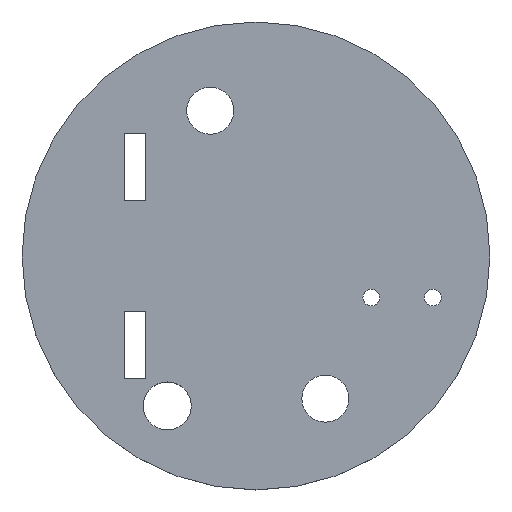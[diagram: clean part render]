
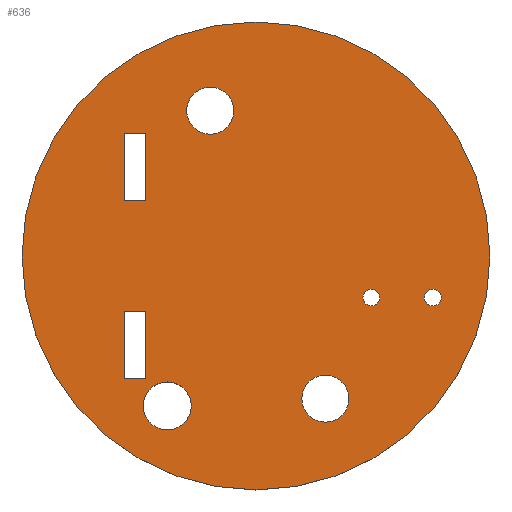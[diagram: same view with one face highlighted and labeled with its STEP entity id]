
A CAD part, top view. The second image highlights one B-rep face of the part: STEP entity #636.
In plain terms, the highlighted planar face has unit normal (0, 0, 1).
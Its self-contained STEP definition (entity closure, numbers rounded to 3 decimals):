
#42=CARTESIAN_POINT('Vertex',(24.765,0.,3.)) ;
#56=CARTESIAN_POINT('Vertex',(-24.765,0.,3.)) ;
#59=CARTESIAN_POINT('Axis2P3D Location',(0.,0.,3.)) ;
#76=CARTESIAN_POINT('Axis2P3D Location',(0.,0.,3.)) ;
#97=CARTESIAN_POINT('Vertex',(-2.354,15.378,3.)) ;
#102=CARTESIAN_POINT('Axis2P3D Location',(-4.843,15.378,3.)) ;
#106=CARTESIAN_POINT('Vertex',(-7.333,15.378,3.)) ;
#128=CARTESIAN_POINT('Axis2P3D Location',(-4.843,15.378,3.)) ;
#154=CARTESIAN_POINT('Vertex',(9.838,-15.102,3.)) ;
#159=CARTESIAN_POINT('Axis2P3D Location',(7.349,-15.102,3.)) ;
#163=CARTESIAN_POINT('Vertex',(4.859,-15.102,3.)) ;
#185=CARTESIAN_POINT('Axis2P3D Location',(7.349,-15.102,3.)) ;
#211=CARTESIAN_POINT('Vertex',(-6.858,-15.875,3.)) ;
#216=CARTESIAN_POINT('Axis2P3D Location',(-9.398,-15.875,3.)) ;
#220=CARTESIAN_POINT('Vertex',(-11.938,-15.875,3.)) ;
#242=CARTESIAN_POINT('Axis2P3D Location',(-9.398,-15.875,3.)) ;
#268=CARTESIAN_POINT('Vertex',(-11.684,-5.842,3.)) ;
#273=CARTESIAN_POINT('Line Origine',(-12.827,-5.842,3.)) ;
#277=CARTESIAN_POINT('Vertex',(-13.97,-5.842,3.)) ;
#308=CARTESIAN_POINT('Vertex',(-11.684,-12.954,3.)) ;
#313=CARTESIAN_POINT('Line Origine',(-11.684,-9.398,3.)) ;
#335=CARTESIAN_POINT('Line Origine',(-13.97,-9.398,3.)) ;
#339=CARTESIAN_POINT('Vertex',(-13.97,-12.954,3.)) ;
#366=CARTESIAN_POINT('Line Origine',(-12.827,-12.954,3.)) ;
#387=CARTESIAN_POINT('Vertex',(-13.97,12.954,3.)) ;
#392=CARTESIAN_POINT('Line Origine',(-13.97,9.398,3.)) ;
#396=CARTESIAN_POINT('Vertex',(-13.97,5.842,3.)) ;
#427=CARTESIAN_POINT('Vertex',(-11.684,12.954,3.)) ;
#432=CARTESIAN_POINT('Line Origine',(-12.827,12.954,3.)) ;
#454=CARTESIAN_POINT('Line Origine',(-12.827,5.842,3.)) ;
#458=CARTESIAN_POINT('Vertex',(-11.684,5.842,3.)) ;
#480=CARTESIAN_POINT('Line Origine',(-11.684,9.398,3.)) ;
#567=CARTESIAN_POINT('Axis2P3D Location',(0.,0.,3.)) ;
#600=CARTESIAN_POINT('Axis2P3D Location',(12.207,-4.405,3.)) ;
#604=CARTESIAN_POINT('Vertex',(13.096,-4.405,3.)) ;
#606=CARTESIAN_POINT('Vertex',(11.318,-4.405,3.)) ;
#609=CARTESIAN_POINT('Axis2P3D Location',(12.207,-4.405,3.)) ;
#618=CARTESIAN_POINT('Axis2P3D Location',(18.712,-4.405,3.)) ;
#622=CARTESIAN_POINT('Vertex',(19.601,-4.405,3.)) ;
#624=CARTESIAN_POINT('Vertex',(17.823,-4.405,3.)) ;
#627=CARTESIAN_POINT('Axis2P3D Location',(18.712,-4.405,3.)) ;
#275=VECTOR('Line Direction',#274,1.) ;
#315=VECTOR('Line Direction',#314,1.) ;
#337=VECTOR('Line Direction',#336,1.) ;
#368=VECTOR('Line Direction',#367,1.) ;
#394=VECTOR('Line Direction',#393,1.) ;
#434=VECTOR('Line Direction',#433,1.) ;
#456=VECTOR('Line Direction',#455,1.) ;
#482=VECTOR('Line Direction',#481,1.) ;
#60=DIRECTION('Axis2P3D Direction',(0.,0.,1.)) ;
#77=DIRECTION('Axis2P3D Direction',(0.,0.,1.)) ;
#103=DIRECTION('Axis2P3D Direction',(0.,0.,1.)) ;
#129=DIRECTION('Axis2P3D Direction',(0.,0.,1.)) ;
#160=DIRECTION('Axis2P3D Direction',(0.,0.,1.)) ;
#186=DIRECTION('Axis2P3D Direction',(0.,0.,1.)) ;
#217=DIRECTION('Axis2P3D Direction',(0.,0.,1.)) ;
#243=DIRECTION('Axis2P3D Direction',(0.,0.,1.)) ;
#274=DIRECTION('Vector Direction',(-1.,0.,0.)) ;
#314=DIRECTION('Vector Direction',(0.,-1.,0.)) ;
#336=DIRECTION('Vector Direction',(0.,1.,0.)) ;
#367=DIRECTION('Vector Direction',(1.,0.,0.)) ;
#393=DIRECTION('Vector Direction',(0.,-1.,0.)) ;
#433=DIRECTION('Vector Direction',(1.,0.,0.)) ;
#455=DIRECTION('Vector Direction',(-1.,0.,0.)) ;
#481=DIRECTION('Vector Direction',(0.,1.,0.)) ;
#568=DIRECTION('Axis2P3D Direction',(0.,0.,1.)) ;
#569=DIRECTION('Axis2P3D XDirection',(1.,0.,0.)) ;
#601=DIRECTION('Axis2P3D Direction',(0.,0.,1.)) ;
#610=DIRECTION('Axis2P3D Direction',(0.,0.,1.)) ;
#619=DIRECTION('Axis2P3D Direction',(0.,0.,1.)) ;
#628=DIRECTION('Axis2P3D Direction',(0.,0.,1.)) ;
#61=AXIS2_PLACEMENT_3D('Circle Axis2P3D',#59,#60,$) ;
#78=AXIS2_PLACEMENT_3D('Circle Axis2P3D',#76,#77,$) ;
#104=AXIS2_PLACEMENT_3D('Circle Axis2P3D',#102,#103,$) ;
#130=AXIS2_PLACEMENT_3D('Circle Axis2P3D',#128,#129,$) ;
#161=AXIS2_PLACEMENT_3D('Circle Axis2P3D',#159,#160,$) ;
#187=AXIS2_PLACEMENT_3D('Circle Axis2P3D',#185,#186,$) ;
#218=AXIS2_PLACEMENT_3D('Circle Axis2P3D',#216,#217,$) ;
#244=AXIS2_PLACEMENT_3D('Circle Axis2P3D',#242,#243,$) ;
#570=AXIS2_PLACEMENT_3D('Plane Axis2P3D',#567,#568,#569) ;
#602=AXIS2_PLACEMENT_3D('Circle Axis2P3D',#600,#601,$) ;
#611=AXIS2_PLACEMENT_3D('Circle Axis2P3D',#609,#610,$) ;
#620=AXIS2_PLACEMENT_3D('Circle Axis2P3D',#618,#619,$) ;
#629=AXIS2_PLACEMENT_3D('Circle Axis2P3D',#627,#628,$) ;
#276=LINE('Line',#273,#275) ;
#316=LINE('Line',#313,#315) ;
#338=LINE('Line',#335,#337) ;
#369=LINE('Line',#366,#368) ;
#395=LINE('Line',#392,#394) ;
#435=LINE('Line',#432,#434) ;
#457=LINE('Line',#454,#456) ;
#483=LINE('Line',#480,#482) ;
#62=CIRCLE('generated circle',#61,24.765) ;
#79=CIRCLE('generated circle',#78,24.765) ;
#105=CIRCLE('generated circle',#104,2.489) ;
#131=CIRCLE('generated circle',#130,2.489) ;
#162=CIRCLE('generated circle',#161,2.489) ;
#188=CIRCLE('generated circle',#187,2.489) ;
#219=CIRCLE('generated circle',#218,2.54) ;
#245=CIRCLE('generated circle',#244,2.54) ;
#603=CIRCLE('generated circle',#602,0.889) ;
#612=CIRCLE('generated circle',#611,0.889) ;
#621=CIRCLE('generated circle',#620,0.889) ;
#630=CIRCLE('generated circle',#629,0.889) ;
#571=PLANE('',#570) ;
#579=FACE_BOUND('',#576,.T.) ;
#583=FACE_BOUND('',#580,.T.) ;
#587=FACE_BOUND('',#584,.T.) ;
#593=FACE_BOUND('',#588,.T.) ;
#599=FACE_BOUND('',#594,.T.) ;
#617=FACE_BOUND('',#614,.T.) ;
#635=FACE_BOUND('',#632,.T.) ;
#63=EDGE_CURVE('',#43,#57,#62,.T.) ;
#80=EDGE_CURVE('',#57,#43,#79,.T.) ;
#108=EDGE_CURVE('',#98,#107,#105,.T.) ;
#132=EDGE_CURVE('',#107,#98,#131,.T.) ;
#165=EDGE_CURVE('',#155,#164,#162,.T.) ;
#189=EDGE_CURVE('',#164,#155,#188,.T.) ;
#222=EDGE_CURVE('',#212,#221,#219,.T.) ;
#246=EDGE_CURVE('',#221,#212,#245,.T.) ;
#279=EDGE_CURVE('',#269,#278,#276,.T.) ;
#317=EDGE_CURVE('',#309,#269,#316,.F.) ;
#341=EDGE_CURVE('',#278,#340,#338,.F.) ;
#370=EDGE_CURVE('',#340,#309,#369,.T.) ;
#398=EDGE_CURVE('',#388,#397,#395,.T.) ;
#436=EDGE_CURVE('',#428,#388,#435,.F.) ;
#460=EDGE_CURVE('',#397,#459,#457,.F.) ;
#484=EDGE_CURVE('',#459,#428,#483,.T.) ;
#608=EDGE_CURVE('',#605,#607,#603,.T.) ;
#613=EDGE_CURVE('',#607,#605,#612,.T.) ;
#626=EDGE_CURVE('',#623,#625,#621,.T.) ;
#631=EDGE_CURVE('',#625,#623,#630,.T.) ;
#573=ORIENTED_EDGE('',*,*,#63,.T.) ;
#574=ORIENTED_EDGE('',*,*,#80,.T.) ;
#577=ORIENTED_EDGE('',*,*,#222,.F.) ;
#578=ORIENTED_EDGE('',*,*,#246,.F.) ;
#581=ORIENTED_EDGE('',*,*,#165,.F.) ;
#582=ORIENTED_EDGE('',*,*,#189,.F.) ;
#585=ORIENTED_EDGE('',*,*,#108,.F.) ;
#586=ORIENTED_EDGE('',*,*,#132,.F.) ;
#589=ORIENTED_EDGE('',*,*,#484,.F.) ;
#590=ORIENTED_EDGE('',*,*,#460,.F.) ;
#591=ORIENTED_EDGE('',*,*,#398,.F.) ;
#592=ORIENTED_EDGE('',*,*,#436,.F.) ;
#595=ORIENTED_EDGE('',*,*,#370,.F.) ;
#596=ORIENTED_EDGE('',*,*,#341,.F.) ;
#597=ORIENTED_EDGE('',*,*,#279,.F.) ;
#598=ORIENTED_EDGE('',*,*,#317,.F.) ;
#615=ORIENTED_EDGE('',*,*,#608,.F.) ;
#616=ORIENTED_EDGE('',*,*,#613,.F.) ;
#633=ORIENTED_EDGE('',*,*,#626,.F.) ;
#634=ORIENTED_EDGE('',*,*,#631,.F.) ;
#572=EDGE_LOOP('',(#573,#574)) ;
#576=EDGE_LOOP('',(#577,#578)) ;
#580=EDGE_LOOP('',(#581,#582)) ;
#584=EDGE_LOOP('',(#585,#586)) ;
#588=EDGE_LOOP('',(#589,#590,#591,#592)) ;
#594=EDGE_LOOP('',(#595,#596,#597,#598)) ;
#614=EDGE_LOOP('',(#615,#616)) ;
#632=EDGE_LOOP('',(#633,#634)) ;
#43=VERTEX_POINT('',#42) ;
#57=VERTEX_POINT('',#56) ;
#98=VERTEX_POINT('',#97) ;
#107=VERTEX_POINT('',#106) ;
#155=VERTEX_POINT('',#154) ;
#164=VERTEX_POINT('',#163) ;
#212=VERTEX_POINT('',#211) ;
#221=VERTEX_POINT('',#220) ;
#269=VERTEX_POINT('',#268) ;
#278=VERTEX_POINT('',#277) ;
#309=VERTEX_POINT('',#308) ;
#340=VERTEX_POINT('',#339) ;
#388=VERTEX_POINT('',#387) ;
#397=VERTEX_POINT('',#396) ;
#428=VERTEX_POINT('',#427) ;
#459=VERTEX_POINT('',#458) ;
#605=VERTEX_POINT('',#604) ;
#607=VERTEX_POINT('',#606) ;
#623=VERTEX_POINT('',#622) ;
#625=VERTEX_POINT('',#624) ;
#636=ADVANCED_FACE('PartBody',(#575,#579,#583,#587,#593,#599,#617,#635),#571,.T.) ;
#575=FACE_OUTER_BOUND('',#572,.T.) ;
